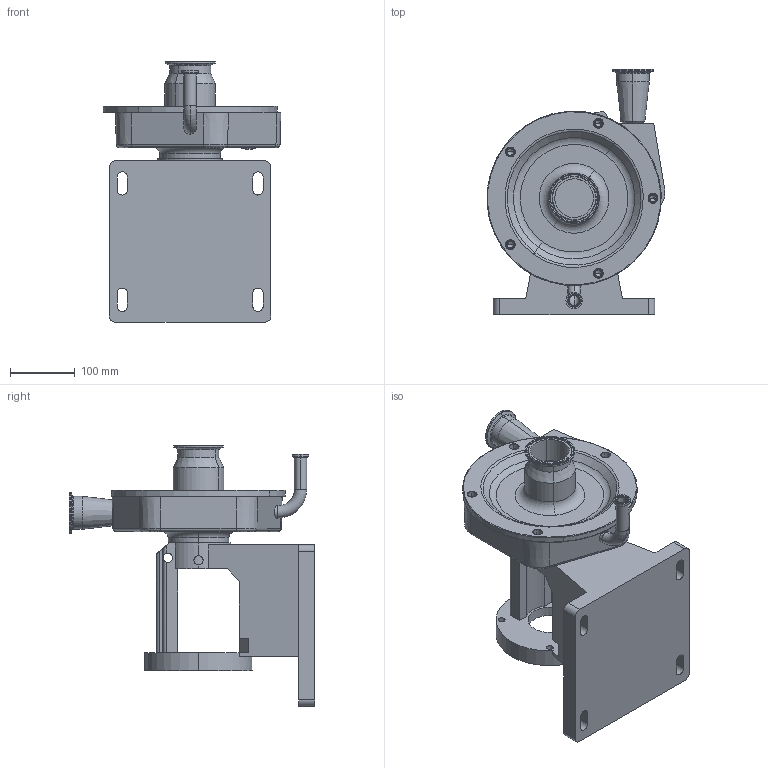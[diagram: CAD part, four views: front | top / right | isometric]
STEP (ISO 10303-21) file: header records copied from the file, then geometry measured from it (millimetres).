
FILE_DESCRIPTION (( 'STEP AP214' ), '1' );
FILE_NAME ('FP 1741 140TC VERT 3-4 IN ELBOW FRONT DRAIN.STEP', '2023-02-13T19:22:55', ( '' ), ( '' ), 'SwSTEP 2.0', 'SolidWorks 2021', '' );
FILE_SCHEMA (( 'AUTOMOTIVE_DESIGN' ));
Length unit declared in the file: millimetre
Products named in the file (1): FP 1741 140TC VERT 3-4 IN ELBOW FRONT DRAIN
Bounding box: 275.22 x 380 x 403.5 mm (x, y, z)
Volume: 6720635.7 mm3; surface area: 677551.4 mm2
Topology: 1 solids, 1 shells, 422 faces, 1026 edges, 619 vertices
Faces by surface type: cylinder 159, plane 102, cone 88, torus 69, sphere 3, bspline 1
Entity records: 13297 total; most frequent: CARTESIAN_POINT 3071, DIRECTION 2336, ORIENTED_EDGE 2032, EDGE_CURVE 1016, AXIS2_PLACEMENT_3D 950, VERTEX_POINT 619, CIRCLE 528, EDGE_LOOP 475
